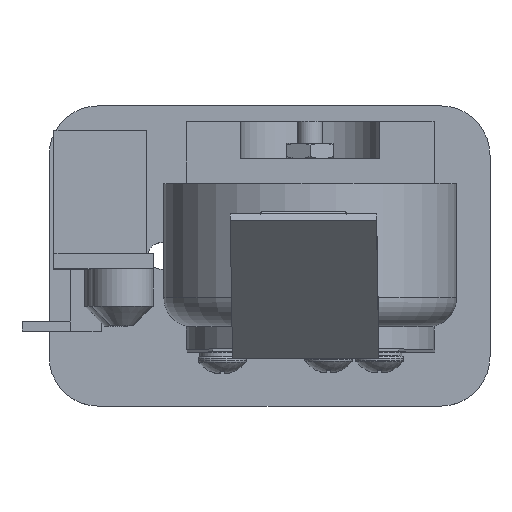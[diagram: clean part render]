
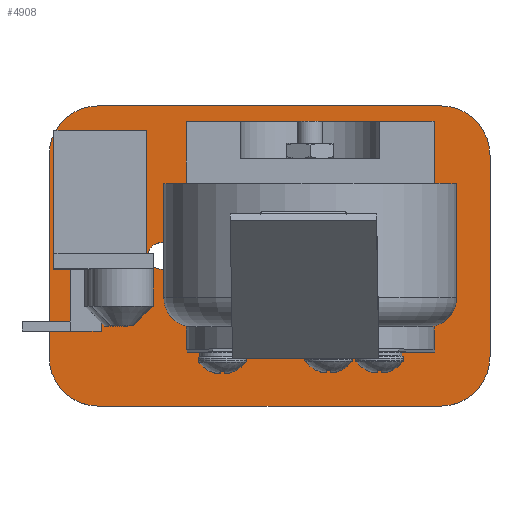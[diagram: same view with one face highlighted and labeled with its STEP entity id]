
A CAD part, top view. The second image highlights one B-rep face of the part: STEP entity #4908.
In plain terms, the highlighted planar face has unit normal (0, 0, 1).
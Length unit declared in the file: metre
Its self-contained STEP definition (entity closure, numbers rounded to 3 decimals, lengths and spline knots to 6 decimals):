
#404=LINE('',#10978,#668);
#411=LINE('',#10996,#675);
#415=LINE('',#11008,#679);
#419=LINE('',#11020,#683);
#668=VECTOR('',#6725,1.);
#675=VECTOR('',#6740,1.);
#679=VECTOR('',#6752,1.);
#683=VECTOR('',#6764,1.);
#2244=ORIENTED_EDGE('',*,*,#2975,.T.);
#2245=ORIENTED_EDGE('',*,*,#2976,.T.);
#2246=ORIENTED_EDGE('',*,*,#2977,.T.);
#2247=ORIENTED_EDGE('',*,*,#2978,.T.);
#2248=ORIENTED_EDGE('',*,*,#2979,.T.);
#2249=ORIENTED_EDGE('',*,*,#2980,.T.);
#2250=ORIENTED_EDGE('',*,*,#2981,.T.);
#2251=ORIENTED_EDGE('',*,*,#2951,.T.);
#2252=ORIENTED_EDGE('',*,*,#2955,.T.);
#2253=ORIENTED_EDGE('',*,*,#2960,.T.);
#2254=ORIENTED_EDGE('',*,*,#2963,.T.);
#2255=ORIENTED_EDGE('',*,*,#2966,.F.);
#2256=ORIENTED_EDGE('',*,*,#2969,.T.);
#2257=ORIENTED_EDGE('',*,*,#2972,.F.);
#2258=ORIENTED_EDGE('',*,*,#2974,.T.);
#2951=EDGE_CURVE('',#3471,#3470,#404,.T.);
#2955=EDGE_CURVE('',#3470,#3473,#3689,.T.);
#2960=EDGE_CURVE('',#3473,#3477,#411,.T.);
#2963=EDGE_CURVE('',#3477,#3479,#3691,.T.);
#2966=EDGE_CURVE('',#3481,#3479,#415,.T.);
#2969=EDGE_CURVE('',#3481,#3483,#3693,.T.);
#2972=EDGE_CURVE('',#3485,#3483,#419,.T.);
#2974=EDGE_CURVE('',#3485,#3471,#3695,.T.);
#2975=EDGE_CURVE('',#3486,#3486,#3696,.F.);
#2976=EDGE_CURVE('',#3487,#3487,#3697,.F.);
#2977=EDGE_CURVE('',#3488,#3488,#3698,.F.);
#2978=EDGE_CURVE('',#3489,#3489,#3699,.F.);
#2979=EDGE_CURVE('',#3490,#3490,#3700,.F.);
#2980=EDGE_CURVE('',#3491,#3491,#3701,.F.);
#2981=EDGE_CURVE('',#3492,#3492,#3702,.F.);
#3470=VERTEX_POINT('',#10977);
#3471=VERTEX_POINT('',#10979);
#3473=VERTEX_POINT('',#10985);
#3477=VERTEX_POINT('',#10995);
#3479=VERTEX_POINT('',#11001);
#3481=VERTEX_POINT('',#11007);
#3483=VERTEX_POINT('',#11013);
#3485=VERTEX_POINT('',#11019);
#3486=VERTEX_POINT('',#11026);
#3487=VERTEX_POINT('',#11028);
#3488=VERTEX_POINT('',#11030);
#3489=VERTEX_POINT('',#11032);
#3490=VERTEX_POINT('',#11034);
#3491=VERTEX_POINT('',#11036);
#3492=VERTEX_POINT('',#11038);
#3689=CIRCLE('',#5562,0.00508);
#3691=CIRCLE('',#5566,0.00508);
#3693=CIRCLE('',#5570,0.00508);
#3695=CIRCLE('',#5574,0.00508);
#3696=CIRCLE('',#5576,0.001588);
#3697=CIRCLE('',#5577,0.001588);
#3698=CIRCLE('',#5578,0.001956);
#3699=CIRCLE('',#5579,0.001956);
#3700=CIRCLE('',#5580,0.001353);
#3701=CIRCLE('',#5581,0.001353);
#3702=CIRCLE('',#5582,0.00165);
#4054=EDGE_LOOP('',(#2244));
#4055=EDGE_LOOP('',(#2245));
#4056=EDGE_LOOP('',(#2246));
#4057=EDGE_LOOP('',(#2247));
#4058=EDGE_LOOP('',(#2248));
#4059=EDGE_LOOP('',(#2249));
#4060=EDGE_LOOP('',(#2250));
#4061=EDGE_LOOP('',(#2251,#2252,#2253,#2254,#2255,#2256,#2257,#2258));
#4455=FACE_BOUND('',#4054,.T.);
#4456=FACE_BOUND('',#4055,.T.);
#4457=FACE_BOUND('',#4056,.T.);
#4458=FACE_BOUND('',#4057,.T.);
#4459=FACE_BOUND('',#4058,.T.);
#4460=FACE_BOUND('',#4059,.T.);
#4461=FACE_BOUND('',#4060,.T.);
#4462=FACE_BOUND('',#4061,.T.);
#4647=PLANE('',#5575);
#4908=ADVANCED_FACE('',(#4455,#4456,#4457,#4458,#4459,#4460,#4461,#4462),
#4647,.T.);
#5562=AXIS2_PLACEMENT_3D('',#10986,#6732,#6733);
#5566=AXIS2_PLACEMENT_3D('',#11002,#6746,#6747);
#5570=AXIS2_PLACEMENT_3D('',#11014,#6758,#6759);
#5574=AXIS2_PLACEMENT_3D('',#11023,#6769,#6770);
#5575=AXIS2_PLACEMENT_3D('',#11024,#6771,#6772);
#5576=AXIS2_PLACEMENT_3D('',#11025,#6773,#6774);
#5577=AXIS2_PLACEMENT_3D('',#11027,#6775,#6776);
#5578=AXIS2_PLACEMENT_3D('',#11029,#6777,#6778);
#5579=AXIS2_PLACEMENT_3D('',#11031,#6779,#6780);
#5580=AXIS2_PLACEMENT_3D('',#11033,#6781,#6782);
#5581=AXIS2_PLACEMENT_3D('',#11035,#6783,#6784);
#5582=AXIS2_PLACEMENT_3D('',#11037,#6785,#6786);
#6725=DIRECTION('',(0.,1.,0.));
#6732=DIRECTION('',(0.,0.,1.));
#6733=DIRECTION('',(1.,0.,0.));
#6740=DIRECTION('',(-1.,0.,0.));
#6746=DIRECTION('',(0.,0.,1.));
#6747=DIRECTION('',(1.,0.,0.));
#6752=DIRECTION('',(0.,1.,0.));
#6758=DIRECTION('',(0.,0.,1.));
#6759=DIRECTION('',(1.,0.,0.));
#6764=DIRECTION('',(-1.,0.,0.));
#6769=DIRECTION('',(0.,0.,1.));
#6770=DIRECTION('',(1.,0.,0.));
#6771=DIRECTION('',(0.,0.,1.));
#6772=DIRECTION('',(1.,0.,0.));
#6773=DIRECTION('',(0.,0.,1.));
#6774=DIRECTION('',(1.,0.,0.));
#6775=DIRECTION('',(0.,0.,1.));
#6776=DIRECTION('',(1.,0.,0.));
#6777=DIRECTION('',(0.,0.,1.));
#6778=DIRECTION('',(1.,0.,0.));
#6779=DIRECTION('',(0.,0.,1.));
#6780=DIRECTION('',(1.,0.,0.));
#6781=DIRECTION('',(0.,0.,1.));
#6782=DIRECTION('',(1.,0.,0.));
#6783=DIRECTION('',(0.,0.,1.));
#6784=DIRECTION('',(1.,0.,0.));
#6785=DIRECTION('',(0.,0.,1.));
#6786=DIRECTION('',(1.,0.,0.));
#10977=CARTESIAN_POINT('',(0.022606,0.010312,0.00381));
#10978=CARTESIAN_POINT('',(0.022606,0.,0.00381));
#10979=CARTESIAN_POINT('',(0.022606,-0.010312,0.00381));
#10985=CARTESIAN_POINT('',(0.017526,0.015392,0.00381));
#10986=CARTESIAN_POINT('',(0.017526,0.010312,0.00381));
#10995=CARTESIAN_POINT('',(-0.017526,0.015392,0.00381));
#10996=CARTESIAN_POINT('',(0.,0.015392,0.00381));
#11001=CARTESIAN_POINT('',(-0.022606,0.010312,0.00381));
#11002=CARTESIAN_POINT('',(-0.017526,0.010312,0.00381));
#11007=CARTESIAN_POINT('',(-0.022606,-0.010312,0.00381));
#11008=CARTESIAN_POINT('',(-0.022606,0.,0.00381));
#11013=CARTESIAN_POINT('',(-0.017526,-0.015392,0.00381));
#11014=CARTESIAN_POINT('',(-0.017526,-0.010312,0.00381));
#11019=CARTESIAN_POINT('',(0.017526,-0.015392,0.00381));
#11020=CARTESIAN_POINT('',(0.,-0.015392,0.00381));
#11023=CARTESIAN_POINT('',(0.017526,-0.010312,0.00381));
#11024=CARTESIAN_POINT('',(0.,0.,0.00381));
#11025=CARTESIAN_POINT('',(-0.019558,0.003962,0.00381));
#11026=CARTESIAN_POINT('',(-0.017971,0.003962,0.00381));
#11027=CARTESIAN_POINT('',(-0.015113,0.009042,0.00381));
#11028=CARTESIAN_POINT('',(-0.013526,0.009042,0.00381));
#11029=CARTESIAN_POINT('',(-0.005359,0.010566,0.00381));
#11030=CARTESIAN_POINT('',(-0.003404,0.010566,0.00381));
#11031=CARTESIAN_POINT('',(0.013691,0.010566,0.00381));
#11032=CARTESIAN_POINT('',(0.015646,0.010566,0.00381));
#11033=CARTESIAN_POINT('',(-0.011113,0.,0.00381));
#11034=CARTESIAN_POINT('',(-0.00976,0.,0.00381));
#11035=CARTESIAN_POINT('',(0.011113,0.,0.00381));
#11036=CARTESIAN_POINT('',(0.012465,0.,0.00381));
#11037=CARTESIAN_POINT('',(0.,0.,0.00381));
#11038=CARTESIAN_POINT('',(0.00165,0.,0.00381));
